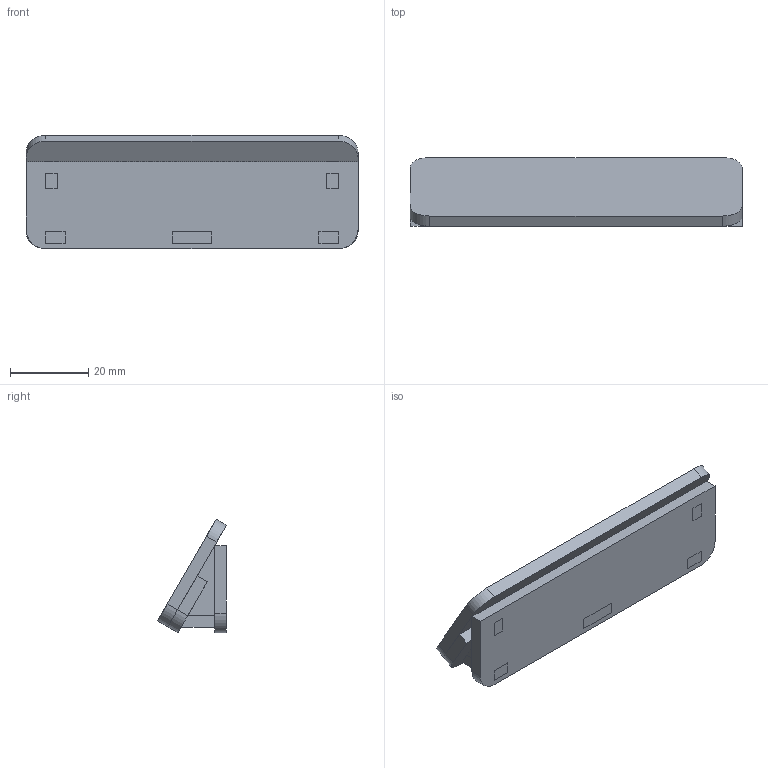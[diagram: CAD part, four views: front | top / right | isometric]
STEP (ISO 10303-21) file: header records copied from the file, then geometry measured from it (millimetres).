
FILE_DESCRIPTION(/* description */ (''),/* implementation_level */ '2;1');
FILE_NAME(/* name */ 'SeMaSLabelStand_ForCO2Laser_v2.step',/* time_stamp */ '2023-07-01T16:42:42+09:00',/* author */ (''),/* organization */ (''),/* preprocessor_version */ 'ST-DEVELOPER v19.2',/* originating_system */ 'Autodesk Translation Framework v12.6.0.85',/* authorisation */ '');
FILE_SCHEMA (('AUTOMOTIVE_DESIGN { 1 0 10303 214 3 1 1 }'));
Length unit declared in the file: millimetre
Products named in the file (1): SeMaSLabelStand_ForCO2Laser_v2
Bounding box: 85 x 17.6 x 29 mm (x, y, z)
Volume: 18016.8 mm3; surface area: 15400.4 mm2
Topology: 6 solids, 6 shells, 132 faces, 354 edges, 234 vertices
Faces by surface type: plane 120, cylinder 12
Entity records: 4118 total; most frequent: CARTESIAN_POINT 721, ORIENTED_EDGE 708, DIRECTION 644, EDGE_CURVE 354, LINE 330, VECTOR 330, VERTEX_POINT 234, AXIS2_PLACEMENT_3D 157
